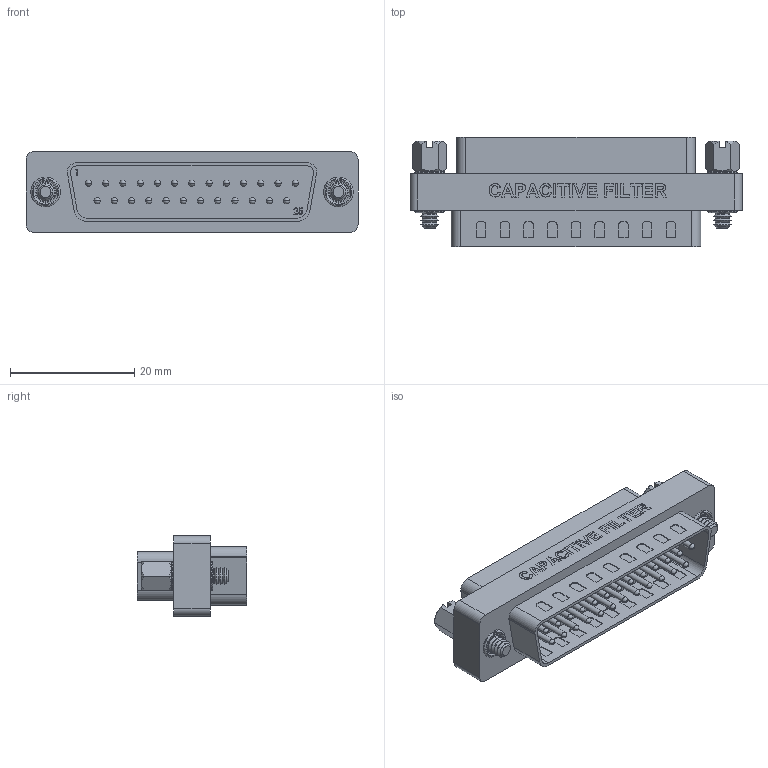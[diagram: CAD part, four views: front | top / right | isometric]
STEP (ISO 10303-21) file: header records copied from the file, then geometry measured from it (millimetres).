
FILE_DESCRIPTION (( 'STEP AP203' ), '1' );
FILE_NAME ('DGFC25MF.STEP', '2006-06-23T18:40:05', ( 'lcom' ), ( 'lcom' ), 'SwSTEP 2.0', 'SolidWorks 2006004', '' );
FILE_SCHEMA (( 'CONFIG_CONTROL_DESIGN' ));
Length unit declared in the file: inch
Products named in the file (5): DGFC25MF; SD25P_Without Mounting Flange and Solder Cups; SD25S_Without Mounting Flange and Solder Cups; DGF25F-MA1_CAPACITIVE FILTER; 3AA05-002
Assembly tree (5 placements, depth 2):
  DGFC25MF
    3AA05-002  x2
    SD25P_Without Mounting Flange and Solder Cups
    DGF25F-MA1_CAPACITIVE FILTER
    SD25S_Without Mounting Flange and Solder Cups
Bounding box: 53.34 x 17.65 x 12.95 mm (x, y, z)
Volume: 6152.6 mm3; surface area: 6531.1 mm2
Topology: 5 solids, 5 shells, 992 faces, 2536 edges, 1629 vertices
Faces by surface type: plane 503, cylinder 252, bspline 107, sphere 62, cone 56, torus 12
Entity records: 37543 total; most frequent: CARTESIAN_POINT 15213, ORIENTED_EDGE 4572, DIRECTION 4282, EDGE_CURVE 2286, VERTEX_POINT 1496, VECTOR 1484, LINE 1484, AXIS2_PLACEMENT_3D 1399
